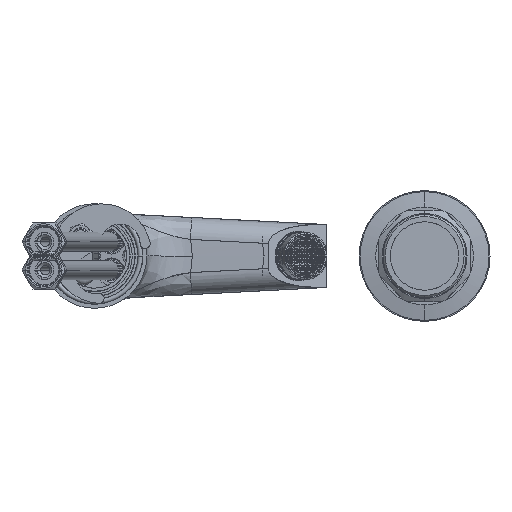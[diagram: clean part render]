
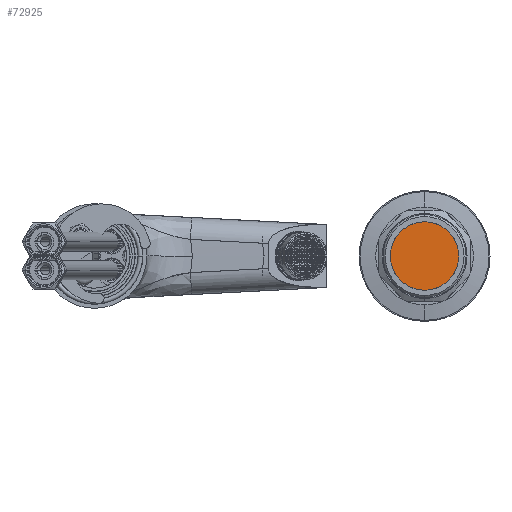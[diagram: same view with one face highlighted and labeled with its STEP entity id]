
A CAD part, front view. The second image highlights one B-rep face of the part: STEP entity #72925.
In plain terms, the highlighted planar face has unit normal (0, -1, 0).
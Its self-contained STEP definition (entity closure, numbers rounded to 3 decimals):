
#71277=CARTESIAN_POINT('',(0.,65.,0.));
#71278=DIRECTION('',(0.,1.,0.));
#71279=DIRECTION('',(1.,0.,0.));
#71280=AXIS2_PLACEMENT_3D('',#71277,#71278,#71279);
#71325=CARTESIAN_POINT('',(0.,65.,0.));
#71326=DIRECTION('',(0.,-1.,0.));
#71327=DIRECTION('',(1.,0.,0.));
#71328=AXIS2_PLACEMENT_3D('',#71325,#71326,#71327);
#72082=CARTESIAN_POINT('',(17.5,65.,0.));
#72083=CARTESIAN_POINT('',(-17.5,65.,0.));
#72084=VERTEX_POINT('',#72082);
#72085=VERTEX_POINT('',#72083);
#72916=CARTESIAN_POINT('',(0.,65.,0.));
#72917=DIRECTION('',(0.,-1.,0.));
#72918=DIRECTION('',(-1.,0.,0.));
#72919=AXIS2_PLACEMENT_3D('',#72916,#72917,#72918);
#72920=PLANE('',#72919);
#72921=ORIENTED_EDGE('',*,*,#72818,.T.);
#72922=ORIENTED_EDGE('',*,*,#72874,.F.);
#72923=EDGE_LOOP('',(#72921,#72922));
#72924=FACE_OUTER_BOUND('',#72923,.F.);
#72925=ADVANCED_FACE('',(#72924),#72920,.T.);
#71281=CIRCLE('',#71280,17.5);
#71329=CIRCLE('',#71328,17.5);
#72818=EDGE_CURVE('',#72084,#72085,#71281,.T.);
#72874=EDGE_CURVE('',#72084,#72085,#71329,.T.);
